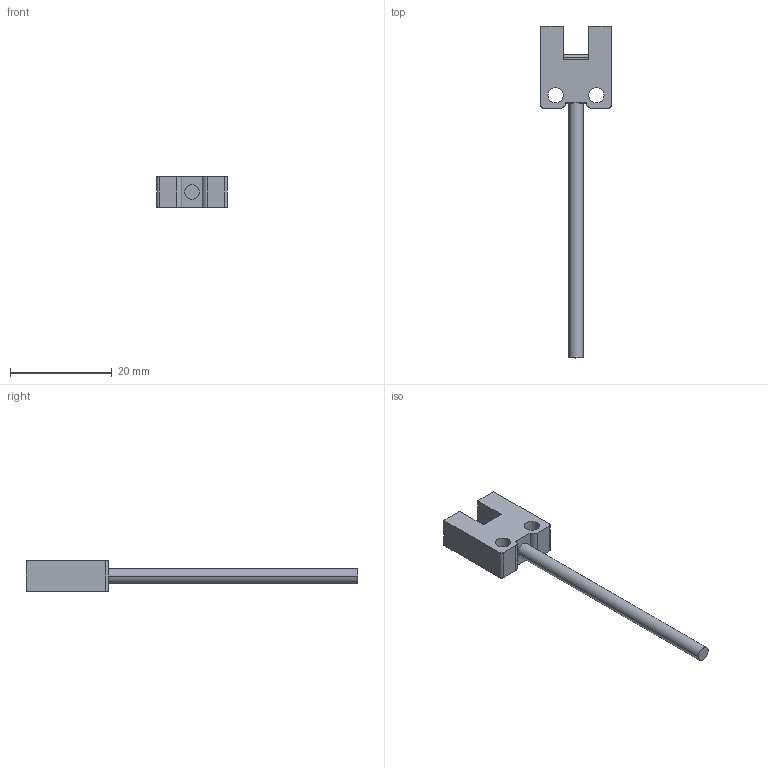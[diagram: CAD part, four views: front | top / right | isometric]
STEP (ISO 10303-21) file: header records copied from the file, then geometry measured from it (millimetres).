
FILE_DESCRIPTION((''),'2;1');
FILE_NAME('SU-201NA-W','2022-03-30T',('EDY'),(''),'CREO PARAMETRIC BY PTC INC, 2018070','CREO PARAMETRIC BY PTC INC, 2018070','');
FILE_SCHEMA(('CONFIG_CONTROL_DESIGN'));
Length unit declared in the file: millimetre
Products named in the file (1): SU-201NA-W
Bounding box: 13.8 x 65.1 x 6 mm (x, y, z)
Volume: 1347.4 mm3; surface area: 1332.1 mm2
Topology: 1 solids, 1 shells, 47 faces, 130 edges, 88 vertices
Faces by surface type: plane 37, cylinder 10
Entity records: 1555 total; most frequent: CARTESIAN_POINT 265, ORIENTED_EDGE 260, DIRECTION 244, EDGE_CURVE 130, VECTOR 110, LINE 110, VERTEX_POINT 88, AXIS2_PLACEMENT_3D 67
